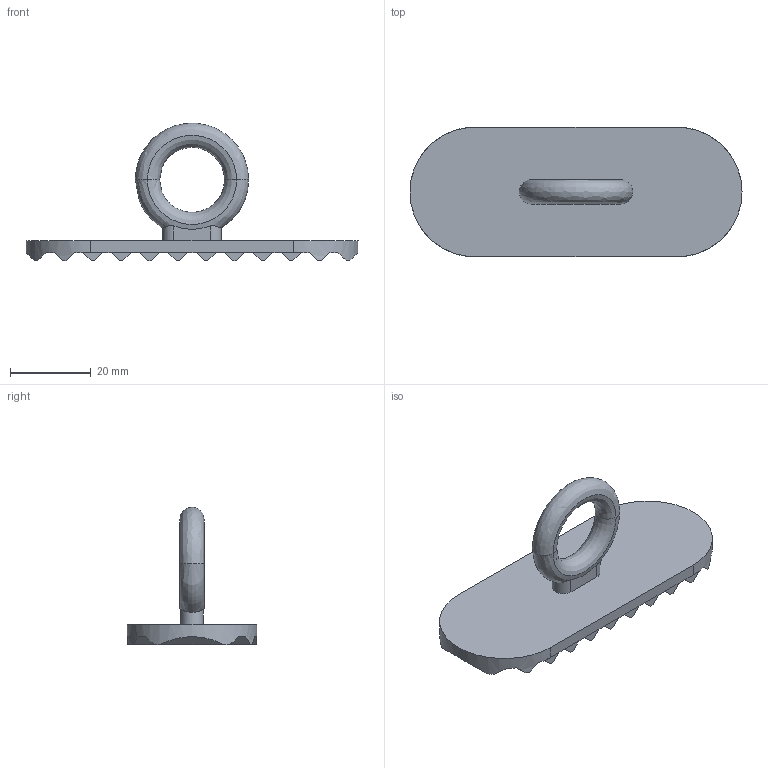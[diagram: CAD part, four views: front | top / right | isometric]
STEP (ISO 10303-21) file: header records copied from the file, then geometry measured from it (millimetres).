
FILE_DESCRIPTION(/* description */ (''),/* implementation_level */ '2;1');
FILE_NAME(/* name */ 'Eyelet.step',/* time_stamp */ '2017-11-08T10:38:30+00:00',/* author */ (''),/* organization */ (''),/* preprocessor_version */ 'ST-DEVELOPER v16.13',/* originating_system */ 'Autodesk Translation Framework v6.5.0.72',/* authorisation */ '');
FILE_SCHEMA (('AUTOMOTIVE_DESIGN { 1 0 10303 214 3 1 1 }'));
Length unit declared in the file: millimetre
Products named in the file (1): Eyelet
Bounding box: 82 x 32 x 34 mm (x, y, z)
Volume: 11332 mm3; surface area: 7378.8 mm2
Topology: 1 solids, 1 shells, 80 faces, 194 edges, 116 vertices
Faces by surface type: plane 72, cylinder 4, bspline 4
Entity records: 2665 total; most frequent: CARTESIAN_POINT 767, ORIENTED_EDGE 388, DIRECTION 382, EDGE_CURVE 194, LINE 144, VECTOR 144, AXIS2_PLACEMENT_3D 119, VERTEX_POINT 116
